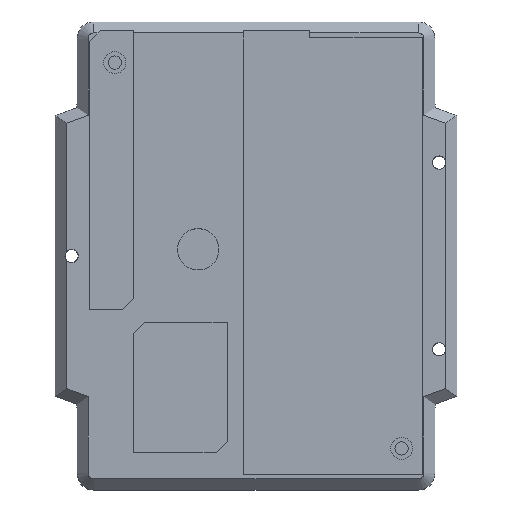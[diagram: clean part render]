
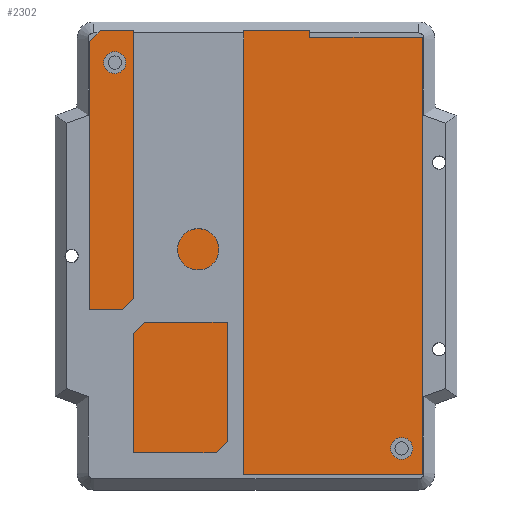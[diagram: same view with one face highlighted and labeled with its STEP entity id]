
A CAD part, top view. The second image highlights one B-rep face of the part: STEP entity #2302.
In plain terms, the highlighted planar face has unit normal (0, 0, 1).
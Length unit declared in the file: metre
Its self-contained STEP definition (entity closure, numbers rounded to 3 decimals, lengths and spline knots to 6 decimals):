
#114=CIRCLE('',#2496,0.002);
#115=CIRCLE('',#2497,0.002);
#328=ORIENTED_EDGE('',*,*,#945,.F.);
#329=ORIENTED_EDGE('',*,*,#946,.F.);
#330=ORIENTED_EDGE('',*,*,#939,.F.);
#331=ORIENTED_EDGE('',*,*,#893,.T.);
#332=ORIENTED_EDGE('',*,*,#947,.F.);
#333=ORIENTED_EDGE('',*,*,#948,.T.);
#334=ORIENTED_EDGE('',*,*,#943,.T.);
#335=ORIENTED_EDGE('',*,*,#941,.F.);
#893=EDGE_CURVE('',#1210,#1209,#1416,.T.);
#939=EDGE_CURVE('',#1210,#1242,#1455,.T.);
#941=EDGE_CURVE('',#1242,#1243,#1457,.T.);
#943=EDGE_CURVE('',#1244,#1243,#1459,.T.);
#945=EDGE_CURVE('',#1245,#1245,#114,.T.);
#946=EDGE_CURVE('',#1246,#1246,#115,.T.);
#947=EDGE_CURVE('',#1247,#1209,#1461,.T.);
#948=EDGE_CURVE('',#1247,#1244,#1462,.T.);
#1209=VERTEX_POINT('',#3515);
#1210=VERTEX_POINT('',#3517);
#1242=VERTEX_POINT('',#3604);
#1243=VERTEX_POINT('',#3608);
#1244=VERTEX_POINT('',#3612);
#1245=VERTEX_POINT('',#3616);
#1246=VERTEX_POINT('',#3618);
#1247=VERTEX_POINT('',#3620);
#1416=LINE('',#3516,#1662);
#1455=LINE('',#3603,#1701);
#1457=LINE('',#3607,#1703);
#1459=LINE('',#3611,#1705);
#1461=LINE('',#3619,#1707);
#1462=LINE('',#3621,#1708);
#1662=VECTOR('',#2773,1.);
#1701=VECTOR('',#2844,1.);
#1703=VECTOR('',#2848,1.);
#1705=VECTOR('',#2852,1.);
#1707=VECTOR('',#2860,1.);
#1708=VECTOR('',#2861,1.);
#1892=EDGE_LOOP('',(#328));
#1893=EDGE_LOOP('',(#329));
#1894=EDGE_LOOP('',(#330,#331,#332,#333,#334,#335));
#2058=FACE_BOUND('',#1892,.T.);
#2059=FACE_BOUND('',#1893,.T.);
#2060=FACE_BOUND('',#1894,.T.);
#2211=PLANE('',#2495);
#2302=ADVANCED_FACE('',(#2058,#2059,#2060),#2211,.T.);
#2495=AXIS2_PLACEMENT_3D('',#3614,#2854,#2855);
#2496=AXIS2_PLACEMENT_3D('',#3615,#2856,#2857);
#2497=AXIS2_PLACEMENT_3D('',#3617,#2858,#2859);
#2773=DIRECTION('',(-1.,0.,0.));
#2844=DIRECTION('',(0.,-1.,0.));
#2848=DIRECTION('',(-1.,0.,0.));
#2852=DIRECTION('',(0.,-1.,0.));
#2854=DIRECTION('',(0.,0.,1.));
#2855=DIRECTION('',(1.,0.,0.));
#2856=DIRECTION('',(0.,0.,1.));
#2857=DIRECTION('',(1.,0.,0.));
#2858=DIRECTION('',(0.,0.,1.));
#2859=DIRECTION('',(1.,0.,0.));
#2860=DIRECTION('',(0.,-1.,0.));
#2861=DIRECTION('',(-1.,0.,0.));
#3515=CARTESIAN_POINT('',(0.00975,0.03975,0.002));
#3516=CARTESIAN_POINT('',(0.,0.03975,0.002));
#3517=CARTESIAN_POINT('',(0.03025,0.03975,0.002));
#3603=CARTESIAN_POINT('',(0.03025,0.,0.002));
#3604=CARTESIAN_POINT('',(0.03025,-0.03975,0.002));
#3607=CARTESIAN_POINT('',(0.,-0.03975,0.002));
#3608=CARTESIAN_POINT('',(-0.03025,-0.03975,0.002));
#3611=CARTESIAN_POINT('',(-0.03025,0.,0.002));
#3612=CARTESIAN_POINT('',(-0.03025,0.04095,0.002));
#3614=CARTESIAN_POINT('',(0.,0.,0.002));
#3615=CARTESIAN_POINT('',(-0.02565,0.03515,0.002));
#3616=CARTESIAN_POINT('',(-0.02365,0.03515,0.002));
#3617=CARTESIAN_POINT('',(0.02645,-0.03495,0.002));
#3618=CARTESIAN_POINT('',(0.02845,-0.03495,0.002));
#3619=CARTESIAN_POINT('',(0.00975,0.04095,0.002));
#3620=CARTESIAN_POINT('',(0.00975,0.04095,0.002));
#3621=CARTESIAN_POINT('',(0.,0.04095,0.002));
